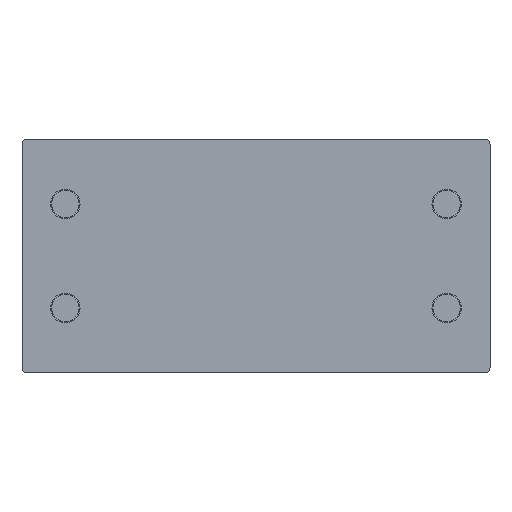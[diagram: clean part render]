
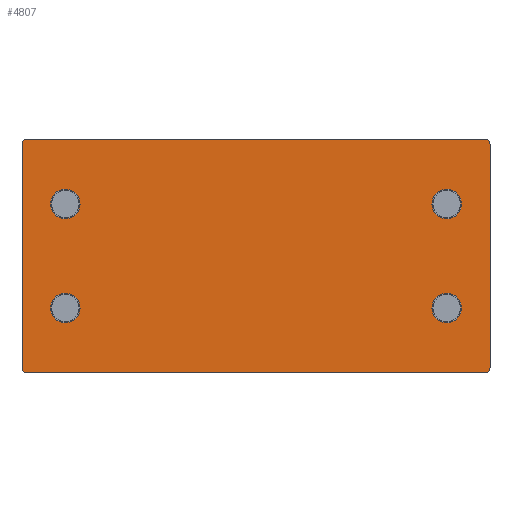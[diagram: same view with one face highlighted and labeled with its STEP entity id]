
A CAD part, front view. The second image highlights one B-rep face of the part: STEP entity #4807.
In plain terms, the highlighted planar face has unit normal (0, -1, 0).
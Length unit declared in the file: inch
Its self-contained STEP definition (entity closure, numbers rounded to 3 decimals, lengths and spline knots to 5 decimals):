
#10 = LINE ( 'NONE', #4378, #5533 ) ;
#39 = EDGE_LOOP ( 'NONE', ( #2154, #4829 ) ) ;
#73 = CIRCLE ( 'NONE', #5410, 0.33465 ) ;
#179 = EDGE_CURVE ( 'NONE', #3580, #5712, #5654, .T. ) ;
#212 = DIRECTION ( 'NONE',  ( 0., 0., -1. ) ) ;
#264 = EDGE_CURVE ( 'NONE', #5712, #3580, #1222, .T. ) ;
#280 = EDGE_CURVE ( 'NONE', #3534, #6222, #2272, .T. ) ;
#357 = DIRECTION ( 'NONE',  ( 0., 0., 1. ) ) ;
#364 = DIRECTION ( 'NONE',  ( 0., 1., 0. ) ) ;
#421 = EDGE_CURVE ( 'NONE', #6070, #4079, #3059, .T. ) ;
#500 = VERTEX_POINT ( 'NONE', #1957 ) ;
#575 = CARTESIAN_POINT ( 'NONE',  ( 0., 0., 0. ) ) ;
#601 = FACE_BOUND ( 'NONE', #2812, .T. ) ;
#616 = CARTESIAN_POINT ( 'NONE',  ( -5.31496, 0., -2.53937 ) ) ;
#677 = CIRCLE ( 'NONE', #4111, 0.33465 ) ;
#804 = CARTESIAN_POINT ( 'NONE',  ( 5.19685, 0., 2.65748 ) ) ;
#856 = DIRECTION ( 'NONE',  ( 0., 0., 1. ) ) ;
#899 = CARTESIAN_POINT ( 'NONE',  ( 4.33071, 0., -1.1811 ) ) ;
#916 = DIRECTION ( 'NONE',  ( 0., 0., 1. ) ) ;
#1036 = ORIENTED_EDGE ( 'NONE', *, *, #3780, .F. ) ;
#1072 = AXIS2_PLACEMENT_3D ( 'NONE', #1672, #5724, #1131 ) ;
#1131 = DIRECTION ( 'NONE',  ( 0., 0., -1. ) ) ;
#1142 = EDGE_CURVE ( 'NONE', #1380, #1488, #3445, .T. ) ;
#1173 = CARTESIAN_POINT ( 'NONE',  ( 5.19685, 0., -2.53937 ) ) ;
#1222 = CIRCLE ( 'NONE', #4032, 0.33465 ) ;
#1243 = CARTESIAN_POINT ( 'NONE',  ( 4.33071, 0., 1.51575 ) ) ;
#1286 = EDGE_CURVE ( 'NONE', #1380, #2498, #6489, .T. ) ;
#1308 = AXIS2_PLACEMENT_3D ( 'NONE', #2436, #4497, #2939 ) ;
#1312 = VERTEX_POINT ( 'NONE', #3245 ) ;
#1327 = ORIENTED_EDGE ( 'NONE', *, *, #3816, .T. ) ;
#1380 = VERTEX_POINT ( 'NONE', #4295 ) ;
#1404 = CIRCLE ( 'NONE', #3771, 0.11811 ) ;
#1457 = CARTESIAN_POINT ( 'NONE',  ( 5.31496, 0., -2.53937 ) ) ;
#1481 = ORIENTED_EDGE ( 'NONE', *, *, #179, .T. ) ;
#1488 = VERTEX_POINT ( 'NONE', #804 ) ;
#1510 = ORIENTED_EDGE ( 'NONE', *, *, #3146, .T. ) ;
#1558 = DIRECTION ( 'NONE',  ( 0., 0., -1. ) ) ;
#1572 = CARTESIAN_POINT ( 'NONE',  ( 4.33071, 0., -1.51575 ) ) ;
#1629 = DIRECTION ( 'NONE',  ( 0., -1., 0. ) ) ;
#1669 = DIRECTION ( 'NONE',  ( 0., 0., -1. ) ) ;
#1672 = CARTESIAN_POINT ( 'NONE',  ( -5.19685, 0., -2.53937 ) ) ;
#1724 = CARTESIAN_POINT ( 'NONE',  ( -4.33071, 0., 0.84646 ) ) ;
#1808 = EDGE_CURVE ( 'NONE', #1851, #1312, #3194, .T. ) ;
#1820 = ORIENTED_EDGE ( 'NONE', *, *, #4842, .F. ) ;
#1851 = VERTEX_POINT ( 'NONE', #616 ) ;
#1957 = CARTESIAN_POINT ( 'NONE',  ( 5.19685, 0., -2.65748 ) ) ;
#1984 = ORIENTED_EDGE ( 'NONE', *, *, #1142, .F. ) ;
#2126 = CARTESIAN_POINT ( 'NONE',  ( 4.33071, 0., 0.84646 ) ) ;
#2132 = FACE_OUTER_BOUND ( 'NONE', #5798, .T. ) ;
#2139 = VECTOR ( 'NONE', #3767, 39.37008 ) ;
#2154 = ORIENTED_EDGE ( 'NONE', *, *, #4556, .T. ) ;
#2237 = DIRECTION ( 'NONE',  ( 0., -1., 0. ) ) ;
#2239 = CARTESIAN_POINT ( 'NONE',  ( -4.33071, 0., -0.84646 ) ) ;
#2272 = CIRCLE ( 'NONE', #2968, 0.33465 ) ;
#2436 = CARTESIAN_POINT ( 'NONE',  ( 4.33071, 0., -1.1811 ) ) ;
#2461 = LINE ( 'NONE', #5366, #2139 ) ;
#2480 = EDGE_LOOP ( 'NONE', ( #4796, #1327 ) ) ;
#2498 = VERTEX_POINT ( 'NONE', #4680 ) ;
#2589 = DIRECTION ( 'NONE',  ( 0., 0., 1. ) ) ;
#2646 = ORIENTED_EDGE ( 'NONE', *, *, #1808, .T. ) ;
#2647 = DIRECTION ( 'NONE',  ( 0., 1., 0. ) ) ;
#2674 = DIRECTION ( 'NONE',  ( 1., 0., 0. ) ) ;
#2703 = ORIENTED_EDGE ( 'NONE', *, *, #264, .T. ) ;
#2744 = CARTESIAN_POINT ( 'NONE',  ( 5.19685, 0., 2.53937 ) ) ;
#2772 = DIRECTION ( 'NONE',  ( 0., -1., 0. ) ) ;
#2812 = EDGE_LOOP ( 'NONE', ( #1481, #2703 ) ) ;
#2939 = DIRECTION ( 'NONE',  ( 0., 0., 1. ) ) ;
#2968 = AXIS2_PLACEMENT_3D ( 'NONE', #5483, #6425, #856 ) ;
#2988 = AXIS2_PLACEMENT_3D ( 'NONE', #6416, #3390, #5348 ) ;
#3045 = CARTESIAN_POINT ( 'NONE',  ( -5.31496, 0., 2.65748 ) ) ;
#3059 = CIRCLE ( 'NONE', #6531, 0.33465 ) ;
#3146 = EDGE_CURVE ( 'NONE', #500, #6497, #3436, .T. ) ;
#3164 = ORIENTED_EDGE ( 'NONE', *, *, #6593, .T. ) ;
#3194 = CIRCLE ( 'NONE', #1072, 0.11811 ) ;
#3245 = CARTESIAN_POINT ( 'NONE',  ( -5.19685, 0., -2.65748 ) ) ;
#3289 = VECTOR ( 'NONE', #2674, 39.37008 ) ;
#3316 = CARTESIAN_POINT ( 'NONE',  ( -5.19685, 0., 2.53937 ) ) ;
#3390 = DIRECTION ( 'NONE',  ( 0., 1., 0. ) ) ;
#3402 = DIRECTION ( 'NONE',  ( 0., 1., 0. ) ) ;
#3436 = CIRCLE ( 'NONE', #5006, 0.11811 ) ;
#3445 = LINE ( 'NONE', #3045, #3289 ) ;
#3446 = VERTEX_POINT ( 'NONE', #4923 ) ;
#3450 = CARTESIAN_POINT ( 'NONE',  ( -4.33071, 0., 1.1811 ) ) ;
#3485 = FACE_BOUND ( 'NONE', #6152, .T. ) ;
#3534 = VERTEX_POINT ( 'NONE', #2126 ) ;
#3580 = VERTEX_POINT ( 'NONE', #2239 ) ;
#3628 = PLANE ( 'NONE',  #4225 ) ;
#3706 = CARTESIAN_POINT ( 'NONE',  ( 4.33071, 0., -0.84646 ) ) ;
#3767 = DIRECTION ( 'NONE',  ( -1., 0., 0. ) ) ;
#3771 = AXIS2_PLACEMENT_3D ( 'NONE', #2744, #1629, #1669 ) ;
#3780 = EDGE_CURVE ( 'NONE', #5536, #6497, #10, .T. ) ;
#3816 = EDGE_CURVE ( 'NONE', #4079, #6070, #5360, .T. ) ;
#3910 = ORIENTED_EDGE ( 'NONE', *, *, #280, .T. ) ;
#4032 = AXIS2_PLACEMENT_3D ( 'NONE', #4430, #364, #6441 ) ;
#4079 = VERTEX_POINT ( 'NONE', #1572 ) ;
#4110 = DIRECTION ( 'NONE',  ( 0., -1., 0. ) ) ;
#4111 = AXIS2_PLACEMENT_3D ( 'NONE', #4264, #2647, #5309 ) ;
#4166 = ORIENTED_EDGE ( 'NONE', *, *, #5655, .F. ) ;
#4225 = AXIS2_PLACEMENT_3D ( 'NONE', #575, #4110, #1558 ) ;
#4264 = CARTESIAN_POINT ( 'NONE',  ( 4.33071, 0., 1.1811 ) ) ;
#4272 = DIRECTION ( 'NONE',  ( 0., 0., 1. ) ) ;
#4295 = CARTESIAN_POINT ( 'NONE',  ( -5.19685, 0., 2.65748 ) ) ;
#4357 = CARTESIAN_POINT ( 'NONE',  ( -4.33071, 0., -1.1811 ) ) ;
#4371 = VECTOR ( 'NONE', #2589, 39.37008 ) ;
#4378 = CARTESIAN_POINT ( 'NONE',  ( 5.31496, 0., 2.65748 ) ) ;
#4430 = CARTESIAN_POINT ( 'NONE',  ( -4.33071, 0., -1.1811 ) ) ;
#4497 = DIRECTION ( 'NONE',  ( 0., 1., 0. ) ) ;
#4556 = EDGE_CURVE ( 'NONE', #3446, #6343, #73, .T. ) ;
#4628 = ORIENTED_EDGE ( 'NONE', *, *, #6616, .T. ) ;
#4645 = AXIS2_PLACEMENT_3D ( 'NONE', #3316, #2772, #5295 ) ;
#4680 = CARTESIAN_POINT ( 'NONE',  ( -5.31496, 0., 2.53937 ) ) ;
#4686 = FACE_BOUND ( 'NONE', #39, .T. ) ;
#4755 = CARTESIAN_POINT ( 'NONE',  ( 5.31496, 0., 2.53937 ) ) ;
#4796 = ORIENTED_EDGE ( 'NONE', *, *, #421, .T. ) ;
#4807 = ADVANCED_FACE ( 'NONE', ( #4686, #6210, #3485, #601, #2132 ), #3628, .T. ) ;
#4829 = ORIENTED_EDGE ( 'NONE', *, *, #5018, .T. ) ;
#4842 = EDGE_CURVE ( 'NONE', #1851, #2498, #5744, .T. ) ;
#4853 = AXIS2_PLACEMENT_3D ( 'NONE', #4357, #5880, #4272 ) ;
#4923 = CARTESIAN_POINT ( 'NONE',  ( -4.33071, 0., 1.51575 ) ) ;
#5006 = AXIS2_PLACEMENT_3D ( 'NONE', #1173, #2237, #212 ) ;
#5018 = EDGE_CURVE ( 'NONE', #6343, #3446, #5524, .T. ) ;
#5295 = DIRECTION ( 'NONE',  ( 0., 0., -1. ) ) ;
#5309 = DIRECTION ( 'NONE',  ( 0., 0., 1. ) ) ;
#5348 = DIRECTION ( 'NONE',  ( 0., 0., 1. ) ) ;
#5360 = CIRCLE ( 'NONE', #1308, 0.33465 ) ;
#5366 = CARTESIAN_POINT ( 'NONE',  ( -5.31496, 0., -2.65748 ) ) ;
#5410 = AXIS2_PLACEMENT_3D ( 'NONE', #3450, #3402, #357 ) ;
#5483 = CARTESIAN_POINT ( 'NONE',  ( 4.33071, 0., 1.1811 ) ) ;
#5524 = CIRCLE ( 'NONE', #2988, 0.33465 ) ;
#5533 = VECTOR ( 'NONE', #5854, 39.37008 ) ;
#5536 = VERTEX_POINT ( 'NONE', #4755 ) ;
#5654 = CIRCLE ( 'NONE', #4853, 0.33465 ) ;
#5655 = EDGE_CURVE ( 'NONE', #500, #1312, #2461, .T. ) ;
#5712 = VERTEX_POINT ( 'NONE', #6496 ) ;
#5724 = DIRECTION ( 'NONE',  ( 0., -1., 0. ) ) ;
#5744 = LINE ( 'NONE', #6147, #4371 ) ;
#5798 = EDGE_LOOP ( 'NONE', ( #1036, #3164, #1984, #6561, #1820, #2646, #4166, #1510 ) ) ;
#5854 = DIRECTION ( 'NONE',  ( 0., 0., -1. ) ) ;
#5880 = DIRECTION ( 'NONE',  ( 0., 1., 0. ) ) ;
#6070 = VERTEX_POINT ( 'NONE', #3706 ) ;
#6147 = CARTESIAN_POINT ( 'NONE',  ( -5.31496, 0., 2.65748 ) ) ;
#6152 = EDGE_LOOP ( 'NONE', ( #4628, #3910 ) ) ;
#6210 = FACE_BOUND ( 'NONE', #2480, .T. ) ;
#6222 = VERTEX_POINT ( 'NONE', #1243 ) ;
#6343 = VERTEX_POINT ( 'NONE', #1724 ) ;
#6416 = CARTESIAN_POINT ( 'NONE',  ( -4.33071, 0., 1.1811 ) ) ;
#6425 = DIRECTION ( 'NONE',  ( 0., 1., 0. ) ) ;
#6441 = DIRECTION ( 'NONE',  ( 0., 0., 1. ) ) ;
#6489 = CIRCLE ( 'NONE', #4645, 0.11811 ) ;
#6496 = CARTESIAN_POINT ( 'NONE',  ( -4.33071, 0., -1.51575 ) ) ;
#6497 = VERTEX_POINT ( 'NONE', #1457 ) ;
#6531 = AXIS2_PLACEMENT_3D ( 'NONE', #899, #6541, #916 ) ;
#6541 = DIRECTION ( 'NONE',  ( 0., 1., 0. ) ) ;
#6561 = ORIENTED_EDGE ( 'NONE', *, *, #1286, .T. ) ;
#6593 = EDGE_CURVE ( 'NONE', #5536, #1488, #1404, .T. ) ;
#6616 = EDGE_CURVE ( 'NONE', #6222, #3534, #677, .T. ) ;
